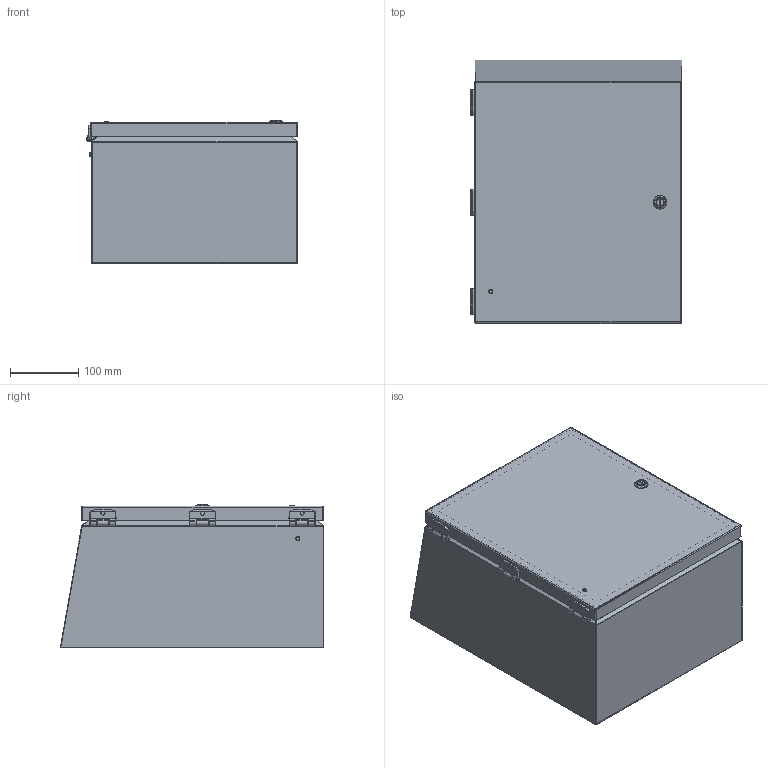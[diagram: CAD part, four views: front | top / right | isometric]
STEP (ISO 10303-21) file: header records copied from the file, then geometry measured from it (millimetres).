
FILE_DESCRIPTION (( 'STEP AP214' ), '1' );
FILE_NAME ('SCE-14128ELJSSST.STEP', '2021-08-12T20:47:36', ( '' ), ( '' ), 'SwSTEP 2.0', 'SolidWorks 2021', '' );
FILE_SCHEMA (( 'AUTOMOTIVE_DESIGN' ));
Length unit declared in the file: inch
Products named in the file (1): SCE-14128ELJSSST
Bounding box: 310.4 x 386.44 x 210.71 mm (x, y, z)
Volume: 1036094.4 mm3; surface area: 1290740.3 mm2
Topology: 41 solids, 44 shells, 1861 faces, 4505 edges, 2660 vertices
Faces by surface type: plane 711, bspline 641, cylinder 436, cone 37, torus 18, sphere 18
Full cylindrical faces by diameter (mm): 0.508 x3, 2.54 x3, 3.962 x3, 4.013 x9, 4.064 x12, 4.572 x3, 4.775 x6, 4.826 x5, 4.981 x1, 5.08 x1, 5.537 x2, 6.02 x6, 6.058 x1, 6.35 x4, 6.463 x1, 6.502 x2, 6.604 x3, 6.756 x2, 6.824 x1, 7.112 x4, 7.167 x1, 7.216 x4, 7.874 x1, 8.28 x1, 8.89 x1, 9.474 x4, 10.922 x1, 11.684 x1, 12.065 x1, 12.256 x6
Entity records: 99592 total; most frequent: CARTESIAN_POINT 38557, ORIENTED_EDGE 8352, DIRECTION 5911, EDGE_CURVE 4176, VERTEX_POINT 2599, AXIS2_PLACEMENT_3D 2330, EDGE_LOOP 2123, FACE_OUTER_BOUND 1995
